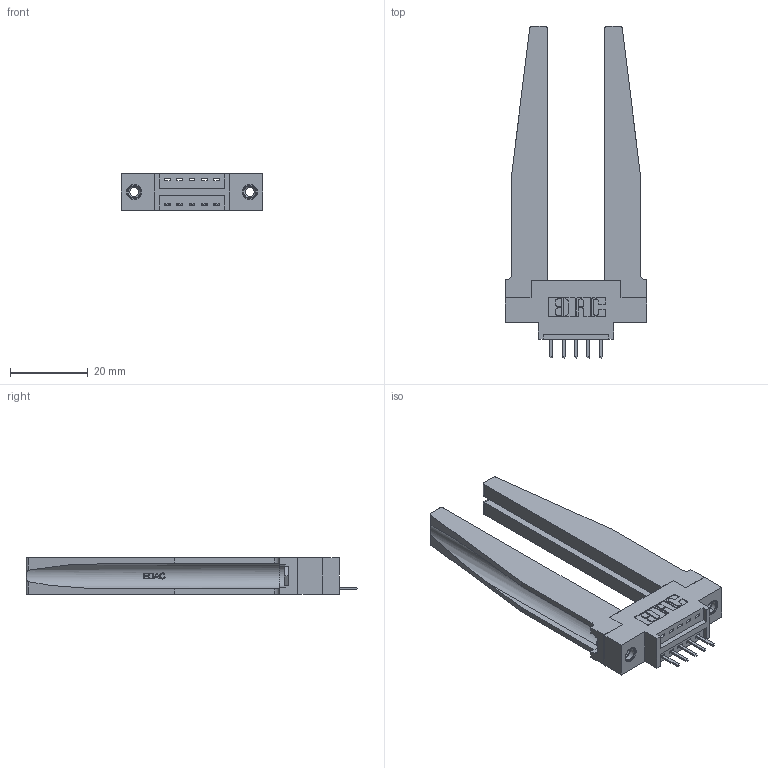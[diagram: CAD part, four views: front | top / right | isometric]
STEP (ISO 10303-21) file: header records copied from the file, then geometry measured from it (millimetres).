
FILE_DESCRIPTION (( 'STEP AP203' ), '1' );
FILE_NAME ('396-005-520-678.STEP', '2022-05-17T08:26:15', ( '' ), ( '' ), 'SwSTEP 2.0', 'SolidWorks 2020', '' );
FILE_SCHEMA (( 'CONFIG_CONTROL_DESIGN' ));
Length unit declared in the file: inch
Products named in the file (5): 346-220-078_345-220-078; 345-250-001_345-250-001-102; 396-005-520-678; 345-292-001_345-293-120; 346 Part_0.170 Offset - 0.156 Dia-TH
Assembly tree (10 placements, depth 2):
  396-005-520-678
    346 Part_0.170 Offset - 0.156 Dia-TH
    345-292-001_345-293-120  x5
    346-220-078_345-220-078  x2
    345-250-001_345-250-001-102  x2
Bounding box: 36.45 x 85.29 x 9.4 mm (x, y, z)
Volume: 9955.8 mm3; surface area: 10093.7 mm2
Topology: 10 solids, 10 shells, 684 faces, 1905 edges, 1246 vertices
Faces by surface type: plane 446, cylinder 186, bspline 36, cone 12, torus 4
Entity records: 13494 total; most frequent: CARTESIAN_POINT 3252, ORIENTED_EDGE 2066, DIRECTION 1885, EDGE_CURVE 1033, VECTOR 783, LINE 783, VERTEX_POINT 680, AXIS2_PLACEMENT_3D 551
